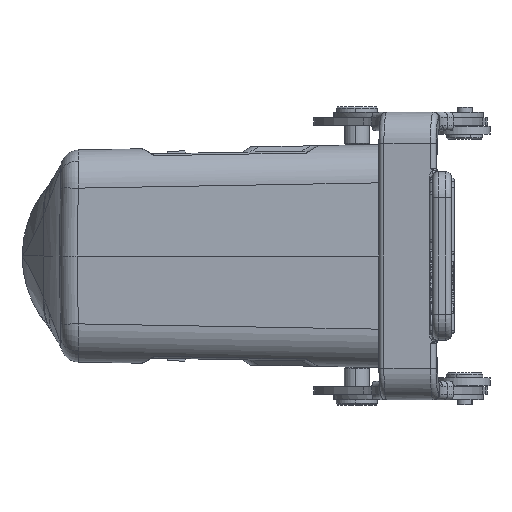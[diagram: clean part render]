
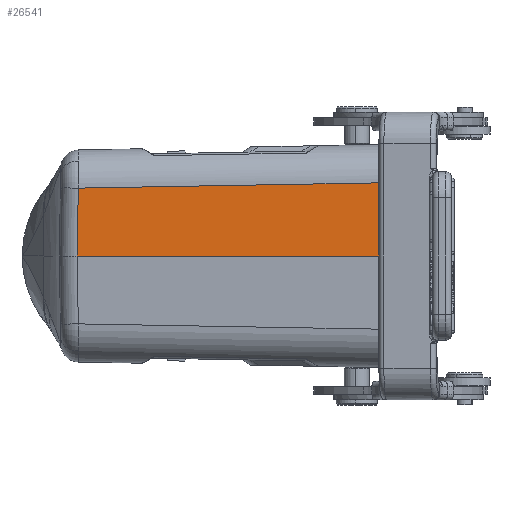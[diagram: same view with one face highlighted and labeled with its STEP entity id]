
A CAD part, left-side view. The second image highlights one B-rep face of the part: STEP entity #26541.
In plain terms, the highlighted planar face has unit normal (-1, 0.018, 0.017).
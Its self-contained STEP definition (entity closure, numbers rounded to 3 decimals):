
#691=DIRECTION('',(0.017,-0.017,1.));
#692=VECTOR('',#691,13.102);
#693=CARTESIAN_POINT('',(-45.712,129.462,
0.));
#694=LINE('',#693,#692);
#695=DIRECTION('',(-0.017,-1.,0.017));
#696=VECTOR('',#695,58.642);
#697=CARTESIAN_POINT('',(-45.487,129.233,13.098));
#698=LINE('',#697,#696);
#699=DIRECTION('',(-0.017,-1.,0.));
#700=VECTOR('',#699,58.862);
#701=CARTESIAN_POINT('',(-45.712,129.462,
0.));
#702=LINE('',#701,#700);
#20913=DIRECTION('',(0.017,0.,1.));
#20914=VECTOR('',#20913,14.124);
#20915=CARTESIAN_POINT('',(-46.739,70.609,
0.));
#20916=LINE('',#20915,#20914);
#21618=CARTESIAN_POINT('',(-46.739,70.609,
0.));
#21619=VERTEX_POINT('',#21618);
#21620=CARTESIAN_POINT('',(-45.712,129.462,
0.));
#21621=VERTEX_POINT('',#21620);
#21622=CARTESIAN_POINT('',(-45.487,129.233,
13.098));
#21623=VERTEX_POINT('',#21622);
#21624=CARTESIAN_POINT('',(-46.493,70.609,
14.121));
#21625=VERTEX_POINT('',#21624);
#26527=CARTESIAN_POINT('',(-46.333,70.,23.912));
#26528=DIRECTION('',(-1.,0.017,0.017));
#26529=DIRECTION('',(-0.017,0.,-1.));
#26530=AXIS2_PLACEMENT_3D('',#26527,#26528,#26529);
#26531=PLANE('',#26530);
#26533=ORIENTED_EDGE('',*,*,#26532,.F.);
#26535=ORIENTED_EDGE('',*,*,#26534,.T.);
#26536=ORIENTED_EDGE('',*,*,#26507,.T.);
#26538=ORIENTED_EDGE('',*,*,#26537,.F.);
#26539=EDGE_LOOP('',(#26533,#26535,#26536,#26538));
#26540=FACE_OUTER_BOUND('',#26539,.F.);
#26541=ADVANCED_FACE('',(#26540),#26531,.T.);
#26507=EDGE_CURVE('',#21623,#21625,#698,.T.);
#26532=EDGE_CURVE('',#21621,#21619,#702,.T.);
#26534=EDGE_CURVE('',#21621,#21623,#694,.T.);
#26537=EDGE_CURVE('',#21619,#21625,#20916,.T.);
